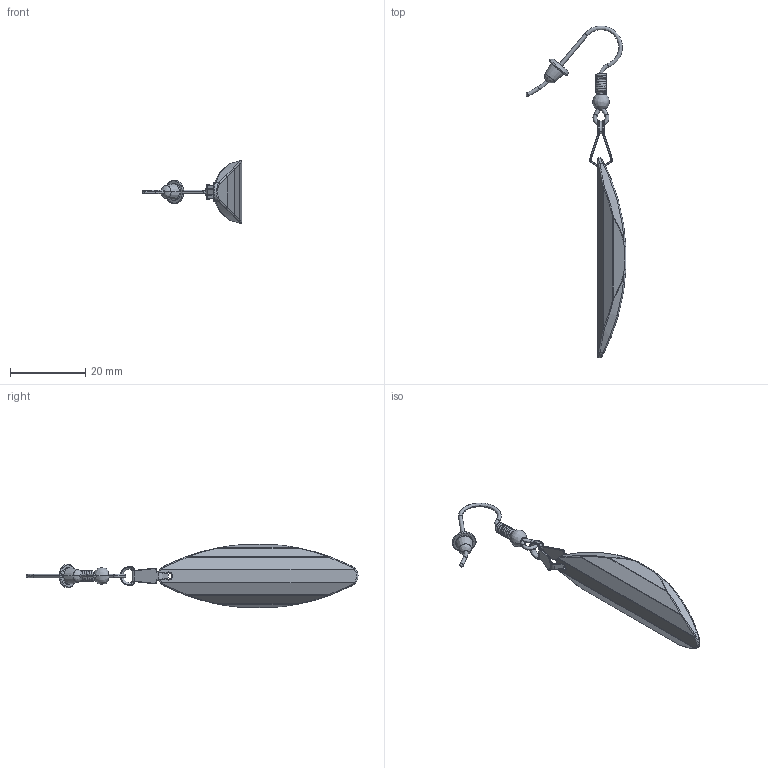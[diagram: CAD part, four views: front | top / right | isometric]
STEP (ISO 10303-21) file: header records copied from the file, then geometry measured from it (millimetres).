
FILE_DESCRIPTION(('FreeCAD Model'),'2;1');
FILE_NAME('Open CASCADE Shape Model','2025-05-04T05:49:42',('FreeCAD'),( 'FreeCAD'),'Open CASCADE STEP processor 7.6','FreeCAD','Unknown');
FILE_SCHEMA(('AUTOMOTIVE_DESIGN { 1 0 10303 214 1 1 1 1 }'));
Length unit declared in the file: millimetre
Products named in the file (1): Open CASCADE STEP translator 7.6 1
Bounding box: 26.49 x 88.05 x 16.72 mm (x, y, z)
Volume: 3437.1 mm3; surface area: 2405.6 mm2
Topology: 6 solids, 6 shells, 401 faces, 858 edges, 465 vertices
Faces by surface type: bspline 401
Entity records: 22605 total; most frequent: CARTESIAN_POINT 17802, ORIENTED_EDGE 1712, EDGE_CURVE 856, B_SPLINE_CURVE_WITH_KNOTS 471, VERTEX_POINT 465, FACE_BOUND 405, EDGE_LOOP 405, ADVANCED_FACE 401
